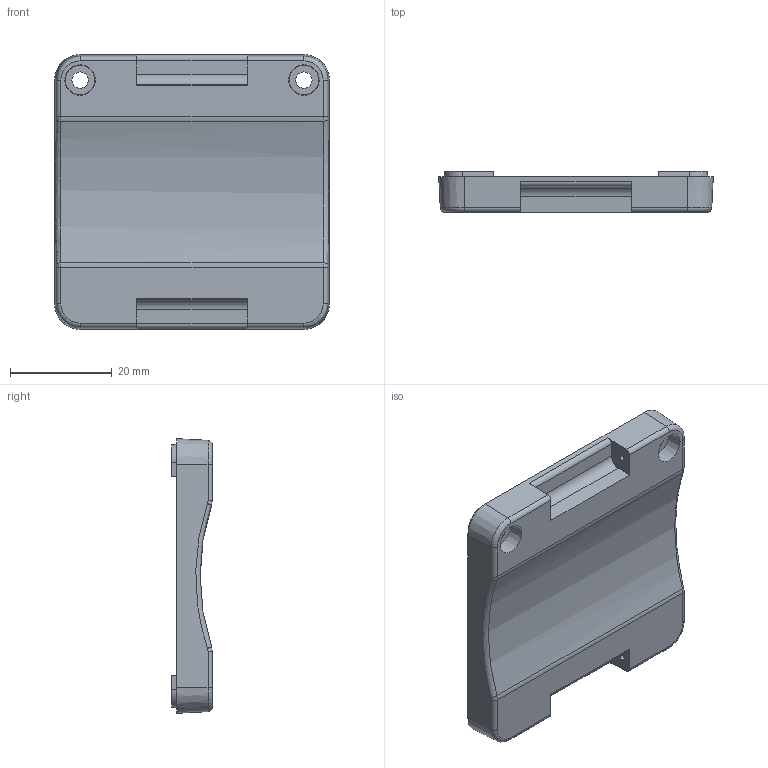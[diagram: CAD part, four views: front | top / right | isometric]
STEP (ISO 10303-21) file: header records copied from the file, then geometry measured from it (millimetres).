
FILE_DESCRIPTION((''),'2;1');
FILE_NAME('STF68AJA0I_1','2019-06-21T',('Administrator'),(''),'CREO PARAMETRIC BY PTC INC, 2014190','CREO PARAMETRIC BY PTC INC, 2014190','');
FILE_SCHEMA(('CONFIG_CONTROL_DESIGN'));
Length unit declared in the file: millimetre
Products named in the file (1): STF68AJA0I_1
Bounding box: 54 x 8 x 54 mm (x, y, z)
Volume: 6614.5 mm3; surface area: 8664.2 mm2
Topology: 1 solids, 1 shells, 212 faces, 572 edges, 373 vertices
Faces by surface type: plane 121, cylinder 61, cone 16, torus 8, bspline 6
Entity records: 6916 total; most frequent: CARTESIAN_POINT 1505, ORIENTED_EDGE 1144, DIRECTION 1115, EDGE_CURVE 572, AXIS2_PLACEMENT_3D 398, VERTEX_POINT 373, VECTOR 319, LINE 319
